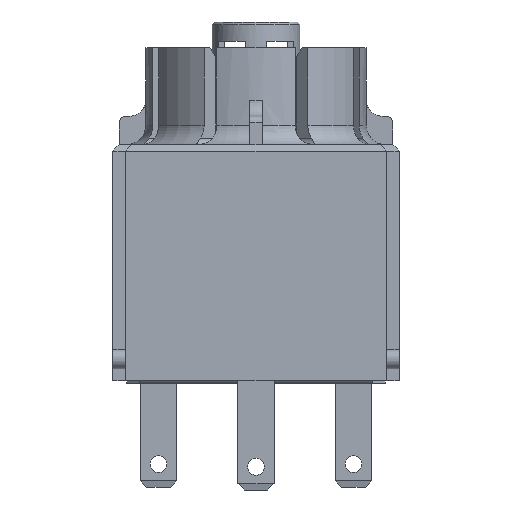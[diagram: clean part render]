
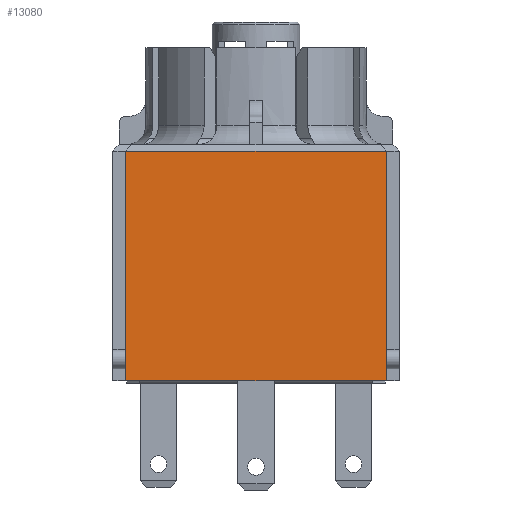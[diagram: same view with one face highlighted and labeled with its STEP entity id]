
A CAD part, front view. The second image highlights one B-rep face of the part: STEP entity #13080.
In plain terms, the highlighted planar face has unit normal (0, -1, 0).
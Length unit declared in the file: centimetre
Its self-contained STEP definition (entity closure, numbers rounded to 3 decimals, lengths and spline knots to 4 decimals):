
#1161=FACE_OUTER_BOUND('',#1915,.T.);
#1915=EDGE_LOOP('',(#10575,#10576,#10577,#10578,#10579,#10580));
#2967=LINE('',#20310,#4424);
#3004=LINE('',#20390,#4461);
#3005=LINE('',#20393,#4462);
#3009=LINE('',#20427,#4466);
#3010=LINE('',#20428,#4467);
#3063=LINE('',#20550,#4520);
#4424=VECTOR('',#15930,2.02);
#4461=VECTOR('',#16005,1.611);
#4462=VECTOR('',#16008,0.169);
#4466=VECTOR('',#16062,0.169);
#4467=VECTOR('',#16063,1.611);
#4520=VECTOR('',#16192,2.02);
#5832=VERTEX_POINT('',#20302);
#5834=VERTEX_POINT('',#20308);
#5858=VERTEX_POINT('',#20389);
#5859=VERTEX_POINT('',#20392);
#5861=VERTEX_POINT('',#20414);
#5864=VERTEX_POINT('',#20425);
#7423=EDGE_CURVE('',#5834,#5832,#2967,.T.);
#7463=EDGE_CURVE('',#5858,#5832,#3004,.T.);
#7465=EDGE_CURVE('',#5859,#5858,#3005,.T.);
#7481=EDGE_CURVE('',#5864,#5861,#3009,.T.);
#7482=EDGE_CURVE('',#5861,#5834,#3010,.T.);
#7543=EDGE_CURVE('',#5864,#5859,#3063,.T.);
#10575=ORIENTED_EDGE('',*,*,#7423,.F.);
#10576=ORIENTED_EDGE('',*,*,#7482,.F.);
#10577=ORIENTED_EDGE('',*,*,#7481,.F.);
#10578=ORIENTED_EDGE('',*,*,#7543,.T.);
#10579=ORIENTED_EDGE('',*,*,#7465,.T.);
#10580=ORIENTED_EDGE('',*,*,#7463,.T.);
#12461=PLANE('',#13962);
#13080=ADVANCED_FACE('',(#1161),#12461,.T.);
#13962=AXIS2_PLACEMENT_3D('',#20615,#16241,#16242);
#15930=DIRECTION('',(1.,0.,0.));
#16005=DIRECTION('',(0.,0.,1.));
#16008=DIRECTION('',(0.,0.,1.));
#16062=DIRECTION('',(0.,0.,1.));
#16063=DIRECTION('',(0.,0.,1.));
#16192=DIRECTION('',(1.,0.,0.));
#16241=DIRECTION('center_axis',(0.,-1.,0.));
#16242=DIRECTION('ref_axis',(0.,0.,-1.));
#20302=CARTESIAN_POINT('',(3.7481,0.6231,1.8));
#20308=CARTESIAN_POINT('',(1.7281,0.6231,1.8));
#20310=CARTESIAN_POINT('',(2.7381,0.6231,1.8));
#20389=CARTESIAN_POINT('',(3.7481,0.6231,0.189));
#20390=CARTESIAN_POINT('',(3.7481,0.6231,0.02));
#20392=CARTESIAN_POINT('',(3.7481,0.6231,0.02));
#20393=CARTESIAN_POINT('',(3.7481,0.6231,0.02));
#20414=CARTESIAN_POINT('',(1.7281,0.6231,0.189));
#20425=CARTESIAN_POINT('',(1.7281,0.6231,0.02));
#20427=CARTESIAN_POINT('',(1.7281,0.6231,0.02));
#20428=CARTESIAN_POINT('',(1.7281,0.6231,0.02));
#20550=CARTESIAN_POINT('',(1.7281,0.6231,0.02));
#20615=CARTESIAN_POINT('Origin',(2.7381,0.6231,0.02));
